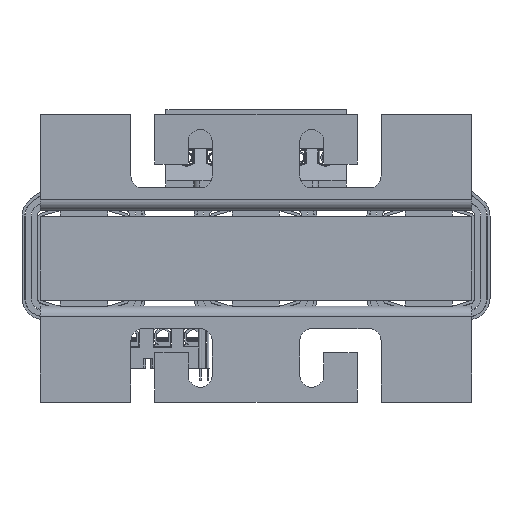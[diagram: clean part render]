
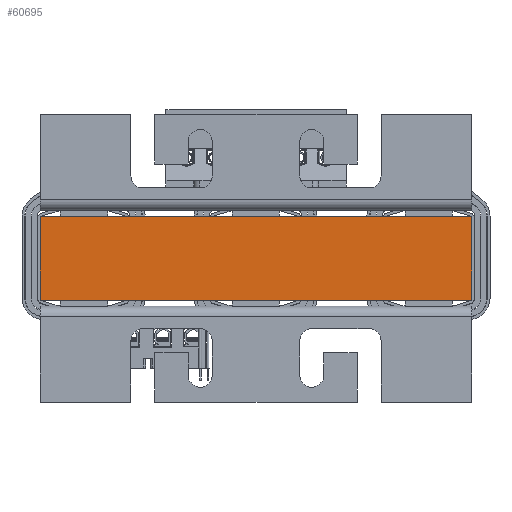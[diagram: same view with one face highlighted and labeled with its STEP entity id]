
A CAD part, front view. The second image highlights one B-rep face of the part: STEP entity #60695.
In plain terms, the highlighted planar face has unit normal (0, -1, 0).
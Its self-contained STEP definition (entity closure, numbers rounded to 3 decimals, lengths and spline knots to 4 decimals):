
#4895=FACE_OUTER_BOUND('',#8293,.T.);
#8293=EDGE_LOOP('',(#41387,#41388,#41389,#41390));
#13047=LINE('',#81603,#19336);
#13052=LINE('',#81612,#19341);
#13056=LINE('',#81620,#19345);
#13057=LINE('',#81622,#19346);
#19336=VECTOR('',#68687,0.3937);
#19341=VECTOR('',#68694,0.3937);
#19345=VECTOR('',#68702,0.3937);
#19346=VECTOR('',#68705,0.3937);
#25562=VERTEX_POINT('',#81599);
#25564=VERTEX_POINT('',#81602);
#25566=VERTEX_POINT('',#81608);
#25569=VERTEX_POINT('',#81618);
#31763=EDGE_CURVE('',#25564,#25562,#13047,.T.);
#31768=EDGE_CURVE('',#25566,#25564,#13052,.T.);
#31772=EDGE_CURVE('',#25562,#25569,#13056,.T.);
#31773=EDGE_CURVE('',#25569,#25566,#13057,.T.);
#41387=ORIENTED_EDGE('',*,*,#31773,.T.);
#41388=ORIENTED_EDGE('',*,*,#31768,.T.);
#41389=ORIENTED_EDGE('',*,*,#31763,.T.);
#41390=ORIENTED_EDGE('',*,*,#31772,.T.);
#58596=PLANE('',#64658);
#60695=ADVANCED_FACE('',(#4895),#58596,.T.);
#64658=AXIS2_PLACEMENT_3D('',#81621,#68703,#68704);
#68687=DIRECTION('',(1.,0.,0.));
#68694=DIRECTION('',(0.,0.,-1.));
#68702=DIRECTION('',(0.,0.,1.));
#68703=DIRECTION('center_axis',(0.,-1.,0.));
#68704=DIRECTION('ref_axis',(0.,0.,-1.));
#68705=DIRECTION('',(-1.,0.,0.));
#81599=CARTESIAN_POINT('',(7.7153,-0.9586,-0.875));
#81602=CARTESIAN_POINT('',(-1.2847,-0.9586,-0.875));
#81603=CARTESIAN_POINT('',(7.7153,-0.9586,-0.875));
#81608=CARTESIAN_POINT('',(-1.2847,-0.9586,0.875));
#81612=CARTESIAN_POINT('',(-1.2847,-0.9586,0.));
#81618=CARTESIAN_POINT('',(7.7153,-0.9586,0.875));
#81620=CARTESIAN_POINT('',(7.7153,-0.9586,0.));
#81621=CARTESIAN_POINT('Origin',(7.7153,-0.9586,0.));
#81622=CARTESIAN_POINT('',(7.7153,-0.9586,0.875));
